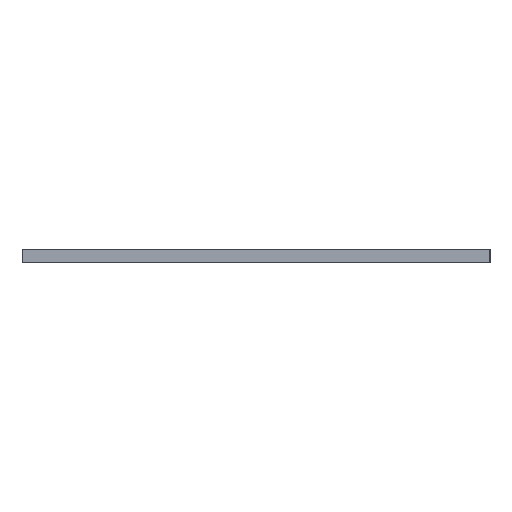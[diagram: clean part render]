
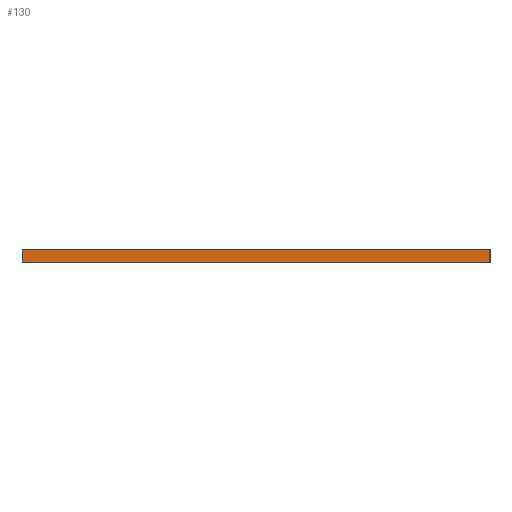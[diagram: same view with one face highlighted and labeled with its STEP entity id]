
A CAD part, left-side view. The second image highlights one B-rep face of the part: STEP entity #130.
In plain terms, the highlighted planar face has unit normal (-1, 0, 0).
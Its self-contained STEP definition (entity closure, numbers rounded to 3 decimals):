
#74 = VERTEX_POINT('',#75);
#75 = CARTESIAN_POINT('',(110.323,-71.075,-1.6));
#81 = EDGE_CURVE('',#82,#74,#84,.T.);
#82 = VERTEX_POINT('',#83);
#83 = CARTESIAN_POINT('',(110.323,-71.075,0.));
#84 = LINE('',#85,#86);
#85 = CARTESIAN_POINT('',(110.323,-71.075,0.));
#86 = VECTOR('',#87,1.);
#87 = DIRECTION('',(0.,0.,-1.));
#103 = EDGE_CURVE('',#104,#106,#108,.T.);
#104 = VERTEX_POINT('',#105);
#105 = CARTESIAN_POINT('',(110.323,-128.165,0.));
#106 = VERTEX_POINT('',#107);
#107 = CARTESIAN_POINT('',(110.323,-128.165,-1.6));
#108 = LINE('',#109,#110);
#109 = CARTESIAN_POINT('',(110.323,-128.165,0.));
#110 = VECTOR('',#111,1.);
#111 = DIRECTION('',(0.,0.,-1.));
#130 = ADVANCED_FACE('',(#131),#147,.T.);
#131 = FACE_BOUND('',#132,.T.);
#132 = EDGE_LOOP('',(#133,#134,#140,#141));
#133 = ORIENTED_EDGE('',*,*,#81,.T.);
#134 = ORIENTED_EDGE('',*,*,#135,.T.);
#135 = EDGE_CURVE('',#74,#106,#136,.T.);
#136 = LINE('',#137,#138);
#137 = CARTESIAN_POINT('',(110.323,-71.075,-1.6));
#138 = VECTOR('',#139,1.);
#139 = DIRECTION('',(0.,-1.,0.));
#140 = ORIENTED_EDGE('',*,*,#103,.F.);
#141 = ORIENTED_EDGE('',*,*,#142,.F.);
#142 = EDGE_CURVE('',#82,#104,#143,.T.);
#143 = LINE('',#144,#145);
#144 = CARTESIAN_POINT('',(110.323,-71.075,0.));
#145 = VECTOR('',#146,1.);
#146 = DIRECTION('',(0.,-1.,0.));
#147 = PLANE('',#148);
#148 = AXIS2_PLACEMENT_3D('',#149,#150,#151);
#149 = CARTESIAN_POINT('',(110.323,-71.075,0.));
#150 = DIRECTION('',(-1.,0.,0.));
#151 = DIRECTION('',(0.,-1.,0.));
